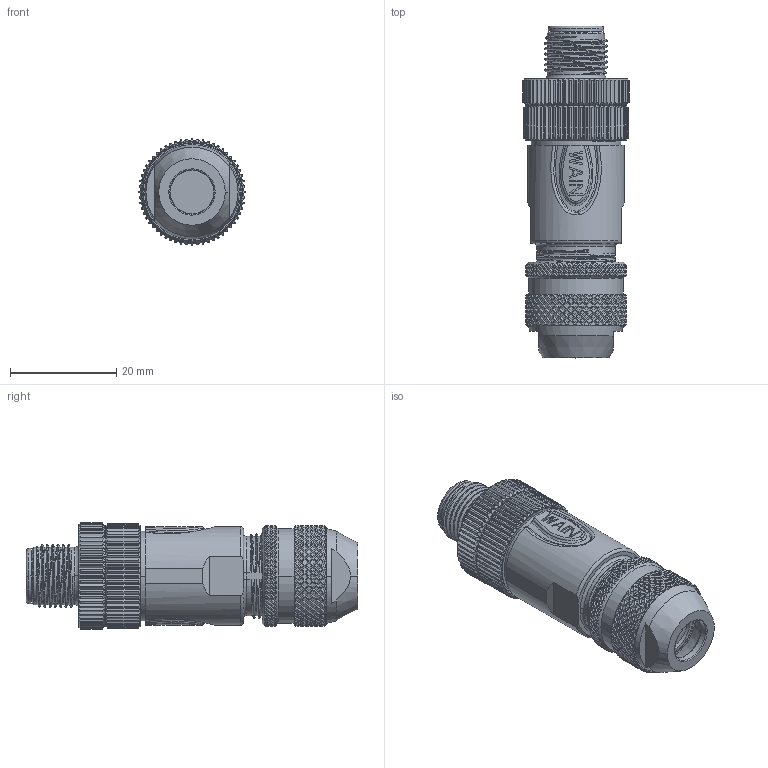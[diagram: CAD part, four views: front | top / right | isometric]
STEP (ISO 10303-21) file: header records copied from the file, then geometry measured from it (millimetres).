
FILE_DESCRIPTION((''),'2;1');
FILE_NAME('PRT0002','2021-01-05T',('zh.su'),(''),'PRO/ENGINEER BY PARAMETRIC TECHNOLOGY CORPORATION, 2012480','PRO/ENGINEER BY PARAMETRIC TECHNOLOGY CORPORATION, 2012480','');
FILE_SCHEMA(('CONFIG_CONTROL_DESIGN'));
Products named in the file (1): PRT0002
Bounding box: 20 x 62.4 x 20 mm (x, y, z)
Volume: 13496.9 mm3; surface area: 5810.8 mm2
Topology: 1 solids, 8 shells, 4796 faces, 11038 edges, 6282 vertices
Faces by surface type: bspline 2932, cylinder 1044, plane 493, cone 287, torus 18, extrusion 12, sphere 10
Entity records: 215819 total; most frequent: CARTESIAN_POINT 135088, ORIENTED_EDGE 22056, EDGE_CURVE 11028, B_SPLINE_CURVE_WITH_KNOTS 8788, DIRECTION 6869, VERTEX_POINT 6282, EDGE_LOOP 4852, FACE_OUTER_BOUND 4796
